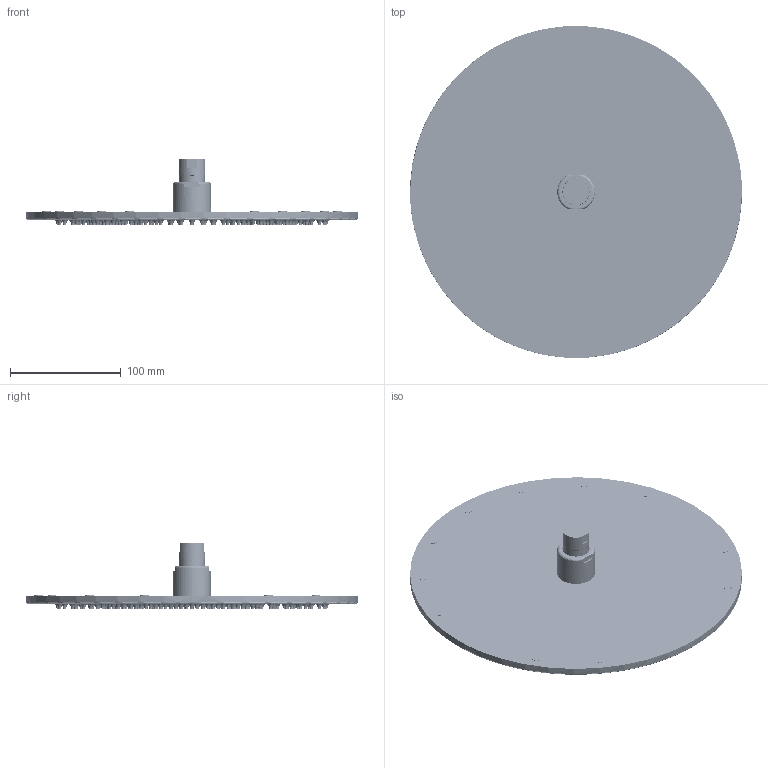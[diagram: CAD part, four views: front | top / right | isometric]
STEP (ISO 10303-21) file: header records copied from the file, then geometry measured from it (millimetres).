
FILE_DESCRIPTION(/* description */ (''),/* implementation_level */ '2;1');
FILE_NAME(/* name */ 'STEP - BRE124F_9503923',/* time_stamp */ '2025-06-17T08:23:38+10:00',/* author */ (''),/* organization */ (''),/* preprocessor_version */ 'ST-DEVELOPER v16.5',/* originating_system */ 'Rhino 7.37',/* authorisation */ '');
FILE_SCHEMA (('AP242_MANAGED_MODEL_BASED_3D_ENGINEERING_MIM_LF { 1 0 10303 442 1 1 4 }'));
Length unit declared in the file: millimetre
Products named in the file (3): Document; Block 01; Block 02
Assembly tree (2 placements, depth 2):
  Document
    Block 01
    Block 02
Bounding box: 300 x 299.73 x 59.6 mm (x, y, z)
Volume: 254899.7 mm3; surface area: 332238.1 mm2
Topology: 27 solids, 27 shells, 2488 faces, 5425 edges, 3237 vertices
Faces by surface type: bspline 1549, cylinder 612, plane 327
Entity records: 164534 total; most frequent: CARTESIAN_POINT 131995, ORIENTED_EDGE 10848, EDGE_CURVE 5424, VERTEX_POINT 3237, EDGE_LOOP 3119, ADVANCED_FACE 2488, FACE_OUTER_BOUND 2488, B_SPLINE_CURVE_WITH_KNOTS 1286
